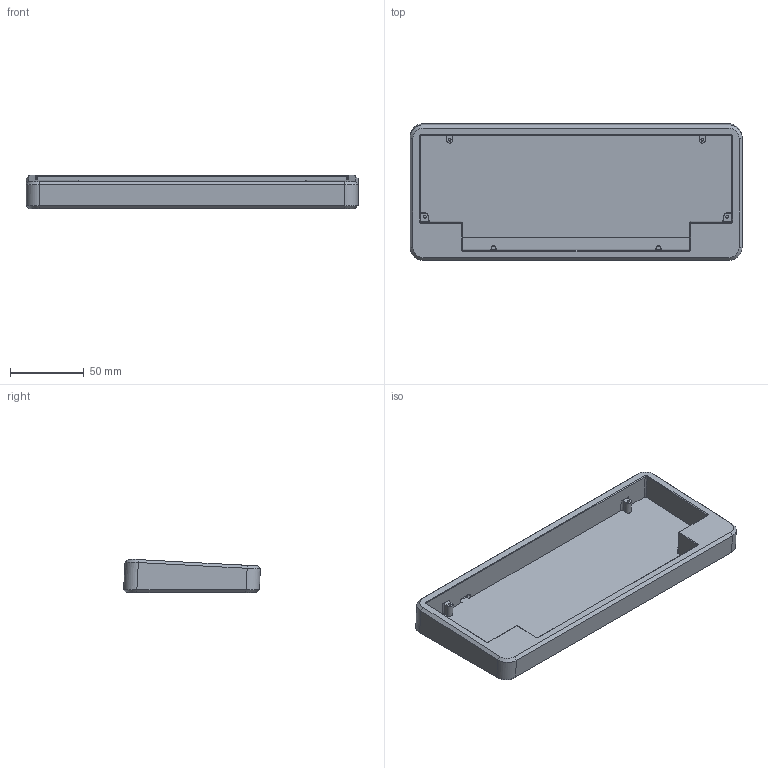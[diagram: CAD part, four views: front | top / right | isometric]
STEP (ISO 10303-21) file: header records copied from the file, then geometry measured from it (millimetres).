
FILE_DESCRIPTION(/* description */ (''),/* implementation_level */ '2;1');
FILE_NAME(/* name */ 'HHKB Vault35 MFR2 .2 Bigger.step',/* time_stamp */ '2024-02-05T18:53:09-08:00',/* author */ (''),/* organization */ (''),/* preprocessor_version */ 'ST-DEVELOPER v20',/* originating_system */ 'Autodesk Translation Framework v12.20.1.177',/* authorisation */ '');
FILE_SCHEMA (('AUTOMOTIVE_DESIGN { 1 0 10303 214 3 1 1 }'));
Length unit declared in the file: millimetre
Products named in the file (1): HHKB Vault35 MFR2
Bounding box: 225.3 x 92.82 x 22.96 mm (x, y, z)
Volume: 145375.7 mm3; surface area: 63258.8 mm2
Topology: 1 solids, 1 shells, 132 faces, 335 edges, 210 vertices
Faces by surface type: plane 66, cylinder 42, cone 16, bspline 8
Full cylindrical faces by diameter (mm): 1.8 x4
Entity records: 4132 total; most frequent: CARTESIAN_POINT 894, ORIENTED_EDGE 670, DIRECTION 665, EDGE_CURVE 335, LINE 223, VECTOR 223, AXIS2_PLACEMENT_3D 221, VERTEX_POINT 210
